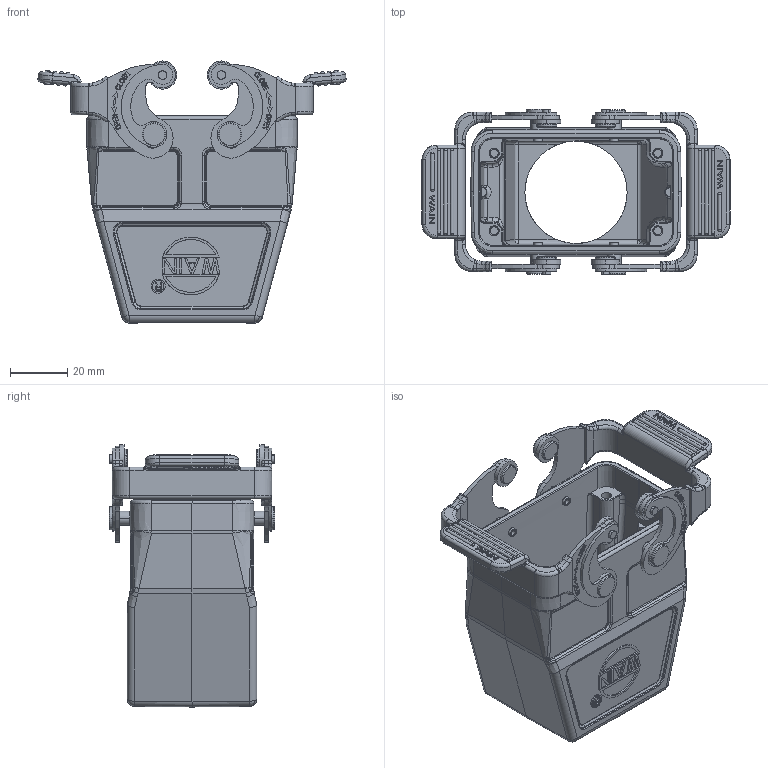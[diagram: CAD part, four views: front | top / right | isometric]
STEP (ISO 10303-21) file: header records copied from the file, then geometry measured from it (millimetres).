
FILE_DESCRIPTION(/* description */ (''),/* implementation_level */ '2;1');
FILE_NAME(/* name */ '3D_1240104415012_HV10B-TEH-2L_SC-PG29_V1.1.stp',/* time_stamp */ '2023-12-27T15:32:22+08:00',/* author */ (''),/* organization */ (''),/* preprocessor_version */ 'ST-DEVELOPER v18.1',/* originating_system */ 'SIEMENS PLM Software NX 1980',/* authorisation */ '');
FILE_SCHEMA (('AUTOMOTIVE_DESIGN { 1 0 10303 214 3 1 1 1 }'));
Products named in the file (1): 145928E8C21Fax8l
Bounding box: 107.26 x 57.5 x 91.23 mm (x, y, z)
Volume: 72071.1 mm3; surface area: 45102.3 mm2
Topology: 5 solids, 10 shells, 1875 faces, 4941 edges, 3205 vertices
Faces by surface type: plane 848, cylinder 533, torus 169, bspline 93, extrusion 88, cone 88, sphere 56
Full cylindrical faces by diameter (mm): 35.6 x1
Entity records: 74067 total; most frequent: CARTESIAN_POINT 22362, ORIENTED_EDGE 9762, DIRECTION 8196, EDGE_CURVE 4889, VERTEX_POINT 3204, AXIS2_PLACEMENT_3D 2915, VECTOR 2366, LINE 2278
